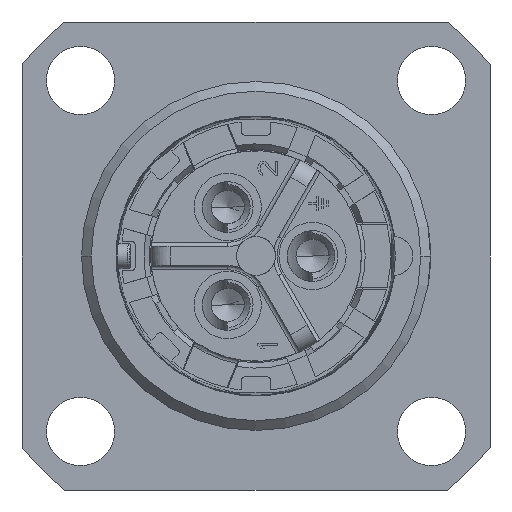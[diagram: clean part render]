
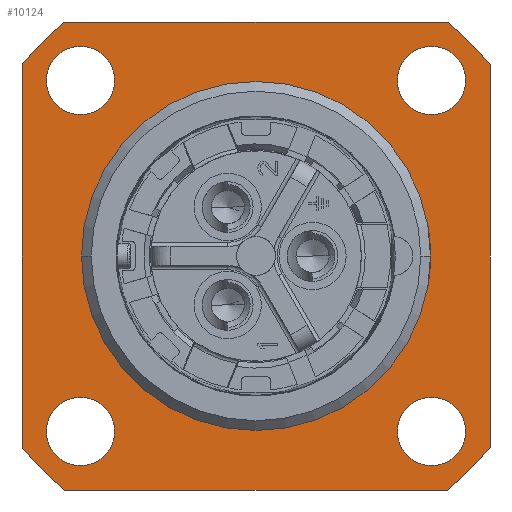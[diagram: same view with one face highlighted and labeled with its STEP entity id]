
A CAD part, left-side view. The second image highlights one B-rep face of the part: STEP entity #10124.
In plain terms, the highlighted planar face has unit normal (-1, 0, 0).
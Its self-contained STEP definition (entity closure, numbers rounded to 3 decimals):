
#964=CARTESIAN_POINT('',(5.5,12.,-12.));
#965=DIRECTION('',(-1.,0.,0.));
#966=DIRECTION('',(0.,-1.,0.));
#967=AXIS2_PLACEMENT_3D('',#964,#965,#966);
#993=CARTESIAN_POINT('',(5.5,12.,-12.));
#994=DIRECTION('',(-1.,0.,0.));
#995=DIRECTION('',(0.,1.,0.));
#996=AXIS2_PLACEMENT_3D('',#993,#994,#995);
#1022=DIRECTION('',(0.,0.,1.));
#1023=VECTOR('',#1022,19.621);
#1024=CARTESIAN_POINT('',(5.5,0.,-21.811));
#1025=LINE('990',#1024,#1023);
#1026=CARTESIAN_POINT('',(5.5,12.,-12.));
#1027=DIRECTION('',(-1.,0.,0.));
#1028=DIRECTION('',(0.,-0.633,-0.774));
#1029=AXIS2_PLACEMENT_3D('',#1026,#1027,#1028);
#1031=DIRECTION('',(0.,-1.,0.));
#1032=VECTOR('',#1031,19.621);
#1033=CARTESIAN_POINT('',(5.5,21.811,-24.));
#1034=LINE('992',#1033,#1032);
#1035=CARTESIAN_POINT('',(5.5,12.,-12.));
#1036=DIRECTION('',(-1.,0.,0.));
#1037=DIRECTION('',(0.,0.774,-0.633));
#1038=AXIS2_PLACEMENT_3D('',#1035,#1036,#1037);
#1040=DIRECTION('',(0.,0.,-1.));
#1041=VECTOR('',#1040,19.621);
#1042=CARTESIAN_POINT('',(5.5,24.,-2.189));
#1043=LINE('994',#1042,#1041);
#1044=CARTESIAN_POINT('',(5.5,12.,-12.));
#1045=DIRECTION('',(-1.,0.,0.));
#1046=DIRECTION('',(0.,0.633,0.774));
#1047=AXIS2_PLACEMENT_3D('',#1044,#1045,#1046);
#1049=DIRECTION('',(0.,1.,0.));
#1050=VECTOR('',#1049,19.621);
#1051=CARTESIAN_POINT('',(5.5,2.189,0.));
#1052=LINE('996',#1051,#1050);
#1053=CARTESIAN_POINT('',(5.5,12.,-12.));
#1054=DIRECTION('',(-1.,0.,0.));
#1055=DIRECTION('',(0.,-0.774,0.633));
#1056=AXIS2_PLACEMENT_3D('',#1053,#1054,#1055);
#1058=CARTESIAN_POINT('',(5.5,21.,-3.));
#1059=DIRECTION('',(-1.,0.,0.));
#1060=DIRECTION('',(0.,0.,-1.));
#1061=AXIS2_PLACEMENT_3D('',#1058,#1059,#1060);
#1063=CARTESIAN_POINT('',(5.5,21.,-3.));
#1064=DIRECTION('',(-1.,0.,0.));
#1065=DIRECTION('',(0.,0.,1.));
#1066=AXIS2_PLACEMENT_3D('',#1063,#1064,#1065);
#1068=CARTESIAN_POINT('',(5.5,21.,-21.));
#1069=DIRECTION('',(-1.,0.,0.));
#1070=DIRECTION('',(0.,0.,-1.));
#1071=AXIS2_PLACEMENT_3D('',#1068,#1069,#1070);
#1073=CARTESIAN_POINT('',(5.5,21.,-21.));
#1074=DIRECTION('',(-1.,0.,0.));
#1075=DIRECTION('',(0.,0.,1.));
#1076=AXIS2_PLACEMENT_3D('',#1073,#1074,#1075);
#1078=CARTESIAN_POINT('',(5.5,3.,-21.));
#1079=DIRECTION('',(-1.,0.,0.));
#1080=DIRECTION('',(0.,0.,-1.));
#1081=AXIS2_PLACEMENT_3D('',#1078,#1079,#1080);
#1083=CARTESIAN_POINT('',(5.5,3.,-21.));
#1084=DIRECTION('',(-1.,0.,0.));
#1085=DIRECTION('',(0.,0.,1.));
#1086=AXIS2_PLACEMENT_3D('',#1083,#1084,#1085);
#1088=CARTESIAN_POINT('',(5.5,3.,-3.));
#1089=DIRECTION('',(-1.,0.,0.));
#1090=DIRECTION('',(0.,0.,-1.));
#1091=AXIS2_PLACEMENT_3D('',#1088,#1089,#1090);
#1093=CARTESIAN_POINT('',(5.5,3.,-3.));
#1094=DIRECTION('',(-1.,0.,0.));
#1095=DIRECTION('',(0.,0.,1.));
#1096=AXIS2_PLACEMENT_3D('',#1093,#1094,#1095);
#6794=CARTESIAN_POINT('',(5.5,0.,-21.811));
#6795=CARTESIAN_POINT('',(5.5,0.,-2.189));
#6796=VERTEX_POINT('',#6794);
#6797=VERTEX_POINT('',#6795);
#6798=CARTESIAN_POINT('',(5.5,2.189,-24.));
#6799=VERTEX_POINT('',#6798);
#6800=CARTESIAN_POINT('',(5.5,21.811,-24.));
#6801=VERTEX_POINT('',#6800);
#6802=CARTESIAN_POINT('',(5.5,24.,-21.811));
#6803=VERTEX_POINT('',#6802);
#6804=CARTESIAN_POINT('',(5.5,24.,-2.189));
#6805=VERTEX_POINT('',#6804);
#6806=CARTESIAN_POINT('',(5.5,21.811,0.));
#6807=VERTEX_POINT('',#6806);
#6808=CARTESIAN_POINT('',(5.5,2.189,0.));
#6809=VERTEX_POINT('',#6808);
#6814=CARTESIAN_POINT('',(5.5,3.05,-12.));
#6815=CARTESIAN_POINT('',(5.5,20.95,-12.));
#6816=VERTEX_POINT('',#6814);
#6817=VERTEX_POINT('',#6815);
#6850=CARTESIAN_POINT('',(5.5,21.,-4.75));
#6851=CARTESIAN_POINT('',(5.5,21.,-1.25));
#6852=VERTEX_POINT('',#6850);
#6853=VERTEX_POINT('',#6851);
#6854=CARTESIAN_POINT('',(5.5,21.,-22.75));
#6855=CARTESIAN_POINT('',(5.5,21.,-19.25));
#6856=VERTEX_POINT('',#6854);
#6857=VERTEX_POINT('',#6855);
#6858=CARTESIAN_POINT('',(5.5,3.,-22.75));
#6859=CARTESIAN_POINT('',(5.5,3.,-19.25));
#6860=VERTEX_POINT('',#6858);
#6861=VERTEX_POINT('',#6859);
#6862=CARTESIAN_POINT('',(5.5,3.,-4.75));
#6863=CARTESIAN_POINT('',(5.5,3.,-1.25));
#6864=VERTEX_POINT('',#6862);
#6865=VERTEX_POINT('',#6863);
#10073=CARTESIAN_POINT('',(5.5,12.,-12.));
#10074=DIRECTION('',(1.,0.,0.));
#10075=DIRECTION('',(0.,0.,-1.));
#10076=AXIS2_PLACEMENT_3D('',#10073,#10074,#10075);
#10077=PLANE('267',#10076);
#10079=ORIENTED_EDGE('990',*,*,#10078,.F.);
#10081=ORIENTED_EDGE('991',*,*,#10080,.F.);
#10083=ORIENTED_EDGE('992',*,*,#10082,.F.);
#10085=ORIENTED_EDGE('993',*,*,#10084,.F.);
#10087=ORIENTED_EDGE('994',*,*,#10086,.F.);
#10089=ORIENTED_EDGE('995',*,*,#10088,.F.);
#10091=ORIENTED_EDGE('996',*,*,#10090,.F.);
#10093=ORIENTED_EDGE('997',*,*,#10092,.F.);
#10094=EDGE_LOOP('267',(#10079,#10081,#10083,#10085,#10087,#10089,#10091,
#10093));
#10095=FACE_OUTER_BOUND('267',#10094,.F.);
#10097=ORIENTED_EDGE('1037',*,*,#10096,.T.);
#10099=ORIENTED_EDGE('1038',*,*,#10098,.T.);
#10100=EDGE_LOOP('267',(#10097,#10099));
#10101=FACE_BOUND('267',#10100,.F.);
#10103=ORIENTED_EDGE('1039',*,*,#10102,.T.);
#10105=ORIENTED_EDGE('1040',*,*,#10104,.T.);
#10106=EDGE_LOOP('267',(#10103,#10105));
#10107=FACE_BOUND('267',#10106,.F.);
#10109=ORIENTED_EDGE('1041',*,*,#10108,.T.);
#10111=ORIENTED_EDGE('1042',*,*,#10110,.T.);
#10112=EDGE_LOOP('267',(#10109,#10111));
#10113=FACE_BOUND('267',#10112,.F.);
#10115=ORIENTED_EDGE('1043',*,*,#10114,.T.);
#10117=ORIENTED_EDGE('1044',*,*,#10116,.T.);
#10118=EDGE_LOOP('267',(#10115,#10117));
#10119=FACE_BOUND('267',#10118,.F.);
#10120=ORIENTED_EDGE('1007',*,*,#10011,.T.);
#10121=ORIENTED_EDGE('1009',*,*,#10056,.T.);
#10122=EDGE_LOOP('267',(#10120,#10121));
#10123=FACE_BOUND('267',#10122,.F.);
#968=CIRCLE('1007',#967,8.95);
#997=CIRCLE('1009',#996,8.95);
#1030=CIRCLE('991',#1029,15.5);
#1039=CIRCLE('993',#1038,15.5);
#1048=CIRCLE('995',#1047,15.5);
#1057=CIRCLE('997',#1056,15.5);
#1062=CIRCLE('1037',#1061,1.75);
#1067=CIRCLE('1038',#1066,1.75);
#1072=CIRCLE('1039',#1071,1.75);
#1077=CIRCLE('1040',#1076,1.75);
#1082=CIRCLE('1041',#1081,1.75);
#1087=CIRCLE('1042',#1086,1.75);
#1092=CIRCLE('1043',#1091,1.75);
#1097=CIRCLE('1044',#1096,1.75);
#10011=EDGE_CURVE('1007',#6816,#6817,#968,.T.);
#10056=EDGE_CURVE('1009',#6817,#6816,#997,.T.);
#10078=EDGE_CURVE('990',#6796,#6797,#1025,.T.);
#10080=EDGE_CURVE('991',#6799,#6796,#1030,.T.);
#10082=EDGE_CURVE('992',#6801,#6799,#1034,.T.);
#10084=EDGE_CURVE('993',#6803,#6801,#1039,.T.);
#10086=EDGE_CURVE('994',#6805,#6803,#1043,.T.);
#10088=EDGE_CURVE('995',#6807,#6805,#1048,.T.);
#10090=EDGE_CURVE('996',#6809,#6807,#1052,.T.);
#10092=EDGE_CURVE('997',#6797,#6809,#1057,.T.);
#10096=EDGE_CURVE('1037',#6852,#6853,#1062,.T.);
#10098=EDGE_CURVE('1038',#6853,#6852,#1067,.T.);
#10102=EDGE_CURVE('1039',#6856,#6857,#1072,.T.);
#10104=EDGE_CURVE('1040',#6857,#6856,#1077,.T.);
#10108=EDGE_CURVE('1041',#6860,#6861,#1082,.T.);
#10110=EDGE_CURVE('1042',#6861,#6860,#1087,.T.);
#10114=EDGE_CURVE('1043',#6864,#6865,#1092,.T.);
#10116=EDGE_CURVE('1044',#6865,#6864,#1097,.T.);
#10124=ADVANCED_FACE('267',(#10095,#10101,#10107,#10113,#10119,#10123),#10077,
.F.);
